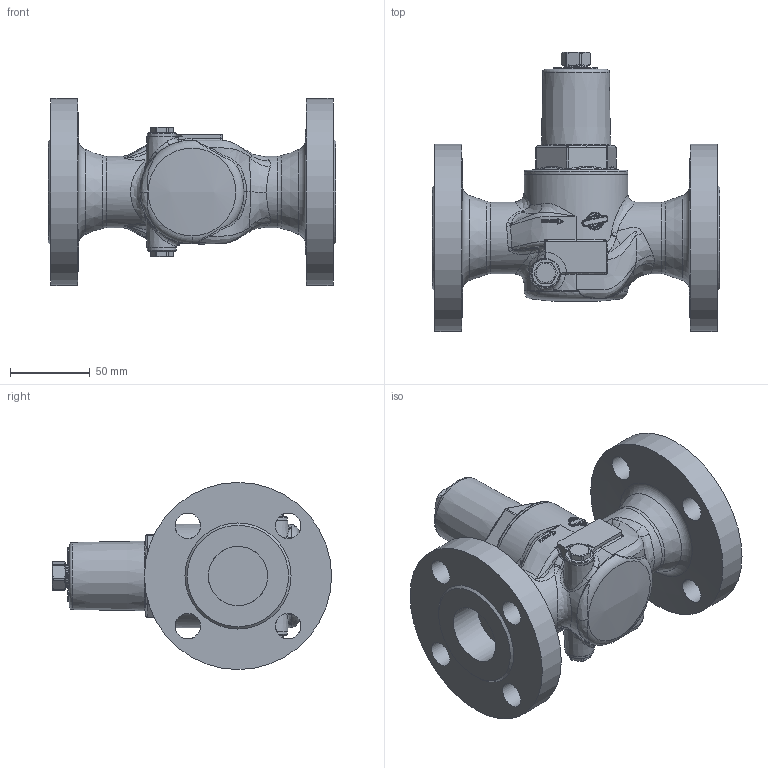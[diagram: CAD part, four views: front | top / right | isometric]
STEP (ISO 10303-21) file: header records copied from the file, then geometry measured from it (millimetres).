
FILE_DESCRIPTION(/* description */ (''),/* implementation_level */ '2;1');
FILE_NAME(/* name */ '080205-61330.stp',/* time_stamp */ '2024-10-14T10:43:12+02:00',/* author */ ('Stefan.Junkers'),/* organization */ (''),/* preprocessor_version */ 'ST-DEVELOPER v20',/* originating_system */ 'Autodesk Inventor 2025',/* authorisation */ '');
FILE_SCHEMA (('AUTOMOTIVE_DESIGN { 1 0 10303 214 3 1 1 }'));
Length unit declared in the file: millimetre
Products named in the file (1): 080205-61330.20241014_step
Bounding box: 180 x 174.93 x 117.3 mm (x, y, z)
Volume: 853080.2 mm3; surface area: 103458.9 mm2
Topology: 1 solids, 1 shells, 538 faces, 1467 edges, 943 vertices
Faces by surface type: bspline 249, plane 123, cylinder 88, cone 38, torus 31, sphere 9
Full cylindrical faces by diameter (mm): 2 x1, 5 x1, 10 x1, 10.2 x1, 15 x1, 15.9 x8, 18 x2, 37.2 x2, 45 x2, 65 x1, 117.3 x2
Entity records: 33938 total; most frequent: CARTESIAN_POINT 21935, ORIENTED_EDGE 2914, DIRECTION 1574, EDGE_CURVE 1457, VERTEX_POINT 943, B_SPLINE_CURVE_WITH_KNOTS 795, AXIS2_PLACEMENT_3D 670, EDGE_LOOP 576
